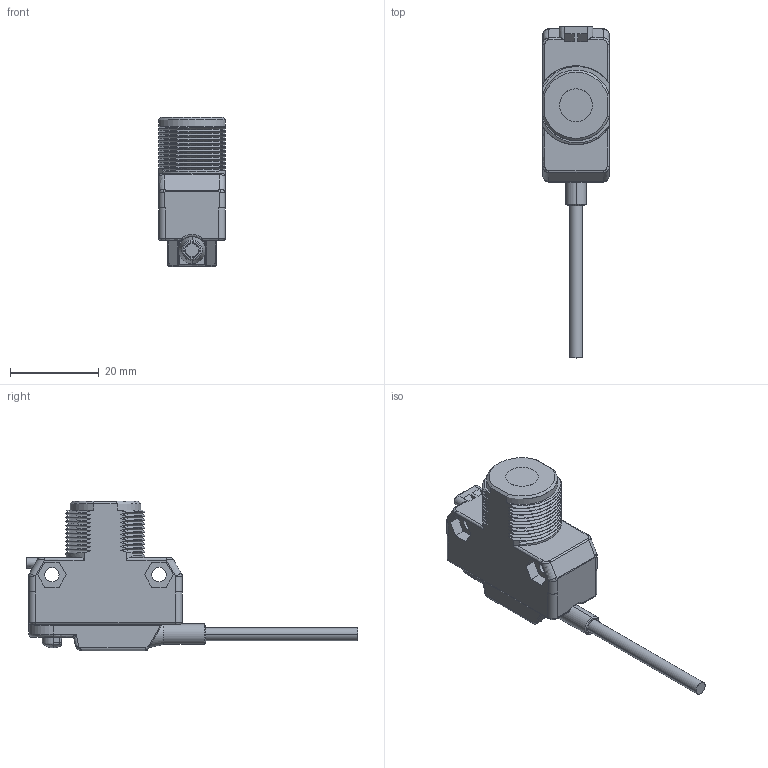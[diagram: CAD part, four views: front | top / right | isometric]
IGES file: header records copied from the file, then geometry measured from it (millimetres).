
Start section:  PTC IGES file: 148170.igs
Global section: file name: 148170.igs; native system: Pro/ENGINEER by Parametric Technology Corporation; preprocessor: 2009141; author: banengservice; organization: Unknown; date: 20100527.132733; units: inch
Bounding box: 15 x 74.71 x 33.6 mm (x, y, z)
Volume: 7473.1 mm3; surface area: 7933.4 mm2
Topology: 2 solids, 3 shells, 795 faces, 1990 edges, 1227 vertices
Faces by surface type: bspline 435, revolution 360
